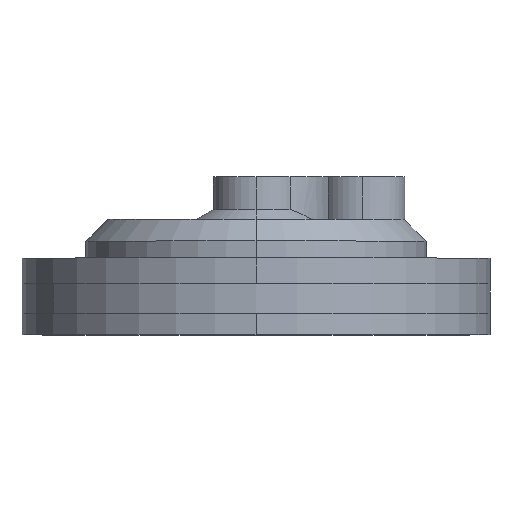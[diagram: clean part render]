
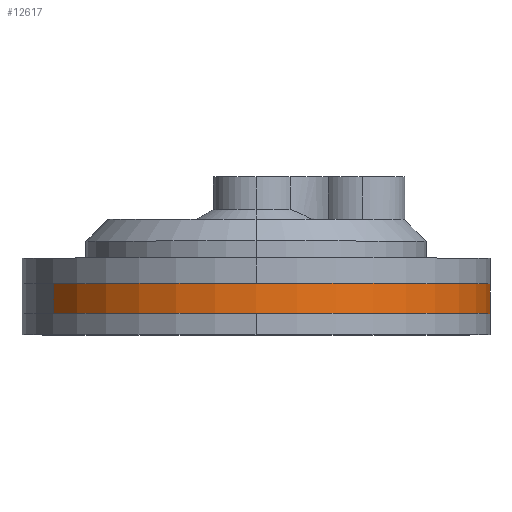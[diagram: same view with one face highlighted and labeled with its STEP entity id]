
A CAD part, top view. The second image highlights one B-rep face of the part: STEP entity #12617.
In plain terms, the highlighted cylindrical face has radius 69.85 mm (diameter 139.7 mm), a partial arc.
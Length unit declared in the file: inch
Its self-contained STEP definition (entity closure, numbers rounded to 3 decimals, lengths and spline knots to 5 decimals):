
#119 = VECTOR ( 'NONE', #7589, 39.37008 ) ;
#947 = AXIS2_PLACEMENT_3D ( 'NONE', #6356, #6194, #5158 ) ;
#2255 = CARTESIAN_POINT ( 'NONE',  ( 0., 0.35, 0. ) ) ;
#2325 = AXIS2_PLACEMENT_3D ( 'NONE', #2255, #12287, #13478 ) ;
#2369 = CIRCLE ( 'NONE', #14564, 2.75 ) ;
#2957 = ORIENTED_EDGE ( 'NONE', *, *, #4928, .F. ) ;
#2991 = EDGE_CURVE ( 'NONE', #13163, #13223, #3927, .T. ) ;
#3068 = LINE ( 'NONE', #6648, #6978 ) ;
#3600 = ORIENTED_EDGE ( 'NONE', *, *, #14687, .T. ) ;
#3927 = LINE ( 'NONE', #13698, #119 ) ;
#4037 = DIRECTION ( 'NONE',  ( 0., 0., 1. ) ) ;
#4449 = CARTESIAN_POINT ( 'NONE',  ( 0., 0.35, -2.75 ) ) ;
#4532 = CARTESIAN_POINT ( 'NONE',  ( 0., 0., -2.75 ) ) ;
#4866 = CARTESIAN_POINT ( 'NONE',  ( 0., 0.35, 2.75 ) ) ;
#4928 = EDGE_CURVE ( 'NONE', #13163, #6123, #10135, .T. ) ;
#5158 = DIRECTION ( 'NONE',  ( 0., 0., 1. ) ) ;
#6123 = VERTEX_POINT ( 'NONE', #4866 ) ;
#6194 = DIRECTION ( 'NONE',  ( 0., 1., 0. ) ) ;
#6356 = CARTESIAN_POINT ( 'NONE',  ( 0., 0.35, 0. ) ) ;
#6648 = CARTESIAN_POINT ( 'NONE',  ( 0., 0.35, 2.75 ) ) ;
#6978 = VECTOR ( 'NONE', #8102, 39.37008 ) ;
#7278 = CYLINDRICAL_SURFACE ( 'NONE', #2325, 2.75 ) ;
#7589 = DIRECTION ( 'NONE',  ( 0., -1., 0. ) ) ;
#8102 = DIRECTION ( 'NONE',  ( 0., -1., 0. ) ) ;
#8653 = FACE_OUTER_BOUND ( 'NONE', #10062, .T. ) ;
#9171 = EDGE_CURVE ( 'NONE', #6123, #15057, #3068, .T. ) ;
#9854 = CARTESIAN_POINT ( 'NONE',  ( 0., 0., 0. ) ) ;
#10062 = EDGE_LOOP ( 'NONE', ( #12844, #2957, #12388, #3600 ) ) ;
#10135 = CIRCLE ( 'NONE', #947, 2.75 ) ;
#12287 = DIRECTION ( 'NONE',  ( 0., -1., 0. ) ) ;
#12388 = ORIENTED_EDGE ( 'NONE', *, *, #2991, .T. ) ;
#12617 = ADVANCED_FACE ( 'NONE', ( #8653 ), #7278, .T. ) ;
#12844 = ORIENTED_EDGE ( 'NONE', *, *, #9171, .F. ) ;
#13163 = VERTEX_POINT ( 'NONE', #4449 ) ;
#13223 = VERTEX_POINT ( 'NONE', #4532 ) ;
#13478 = DIRECTION ( 'NONE',  ( 0., 0., -1. ) ) ;
#13698 = CARTESIAN_POINT ( 'NONE',  ( 0., 0.35, -2.75 ) ) ;
#14564 = AXIS2_PLACEMENT_3D ( 'NONE', #9854, #14926, #4037 ) ;
#14687 = EDGE_CURVE ( 'NONE', #13223, #15057, #2369, .T. ) ;
#14829 = CARTESIAN_POINT ( 'NONE',  ( 0., 0., 2.75 ) ) ;
#14926 = DIRECTION ( 'NONE',  ( 0., 1., 0. ) ) ;
#15057 = VERTEX_POINT ( 'NONE', #14829 ) ;
